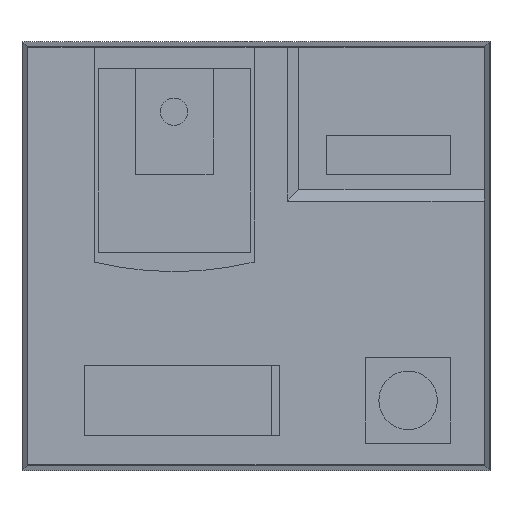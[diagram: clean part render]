
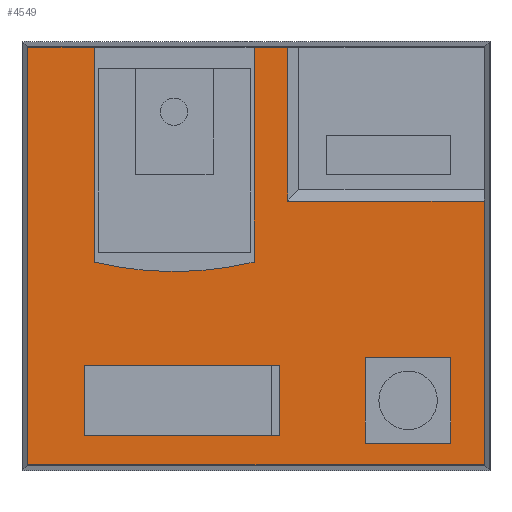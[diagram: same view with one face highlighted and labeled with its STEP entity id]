
A CAD part, front view. The second image highlights one B-rep face of the part: STEP entity #4549.
In plain terms, the highlighted planar face has unit normal (0, -1, 0).
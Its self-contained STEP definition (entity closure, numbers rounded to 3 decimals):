
#4174=CARTESIAN_POINT('POINT258',(1.524,-40.64,-7.112));
#4175=VERTEX_POINT('VERTEX258',#4174);
#4176=CARTESIAN_POINT('POINT259',(1.524,-40.64,-11.684));
#4177=VERTEX_POINT('VERTEX259',#4176);
#4178=CARTESIAN_POINT('POS474',(1.524,-40.64,-4.699));
#4179=DIRECTION('DIR625',(0.,0.,
   -1.));
#4180=VECTOR('VEC323',#4179,25.4);
#4181=LINE('STRAIGHT323',#4178,#4180);
#4182=EDGE_CURVE('EDGE378',#4175,#4177,#4181,.T.);
#4205=CARTESIAN_POINT('POINT260',(-11.176,-40.64,-7.112))
   ;
#4206=VERTEX_POINT('VERTEX260',#4205);
#4207=CARTESIAN_POINT('POS478',(-2.413,-40.64,
   -7.112));
#4208=DIRECTION('DIR630',(1.,0.,0.));
#4209=VECTOR('VEC326',#4208,25.4);
#4210=LINE('STRAIGHT326',#4207,#4209);
#4211=EDGE_CURVE('EDGE381',#4206,#4175,#4210,.T.);
#4233=CARTESIAN_POINT('POINT261',(-11.176,-40.64,-11.684)
   );
#4234=VERTEX_POINT('VERTEX261',#4233);
#4235=CARTESIAN_POINT('POS481',(-11.176,-40.64,-4.699));
#4236=DIRECTION('DIR634',(0.,0.,
   1.));
#4237=VECTOR('VEC328',#4236,25.4);
#4238=LINE('STRAIGHT328',#4235,#4237);
#4239=EDGE_CURVE('EDGE383',#4234,#4206,#4238,.T.);
#4257=CARTESIAN_POINT('POS484',(-2.413,-40.64,
   -11.684));
#4258=DIRECTION('DIR638',(-1.,0.,0.));
#4259=VECTOR('VEC330',#4258,25.4);
#4260=LINE('STRAIGHT330',#4257,#4259);
#4261=EDGE_CURVE('EDGE385',#4177,#4234,#4260,.T.);
#4274=CARTESIAN_POINT('POINT262',(2.056,-40.64,
   13.59));
#4275=VERTEX_POINT('VERTEX262',#4274);
#4282=CARTESIAN_POINT('POINT263',(2.056,-40.64,
   3.58));
#4283=VERTEX_POINT('VERTEX263',#4282);
#4284=CARTESIAN_POINT('POS487',(2.056,-40.64,
   4.572));
#4285=DIRECTION('DIR642',(0.,0.,
   1.));
#4286=VECTOR('VEC332',#4285,25.4);
#4287=LINE('STRAIGHT332',#4284,#4286);
#4288=EDGE_CURVE('EDGE387',#4283,#4275,#4287,.T.);
#4305=CARTESIAN_POINT('POINT264',(14.86,-40.64,
   3.58));
#4306=VERTEX_POINT('VERTEX264',#4305);
#4315=CARTESIAN_POINT('POS491',(7.62,-40.64,
   3.58));
#4316=DIRECTION('DIR647',(-1.,0.,
   0.));
#4317=VECTOR('VEC335',#4316,25.4);
#4318=LINE('STRAIGHT335',#4315,#4317);
#4319=EDGE_CURVE('EDGE390',#4306,#4283,#4318,.T.);
#4330=CARTESIAN_POINT('POINT265',(14.86,-40.64,
   -13.59));
#4331=VERTEX_POINT('VERTEX265',#4330);
#4332=CARTESIAN_POINT('POS493',(14.86,-40.64,
   -13.97));
#4333=DIRECTION('DIR650',(0.,0.,
   -1.));
#4334=VECTOR('VEC336',#4333,25.4);
#4335=LINE('STRAIGHT336',#4332,#4334);
#4336=EDGE_CURVE('EDGE391',#4306,#4331,#4335,.T.);
#4349=CARTESIAN_POINT('POINT266',(-14.86,-40.64,
   -13.59));
#4350=VERTEX_POINT('VERTEX266',#4349);
#4351=CARTESIAN_POINT('POS494',(-15.24,-40.64,
   -13.59));
#4352=DIRECTION('DIR651',(-1.,0.,0.));
#4353=VECTOR('VEC337',#4352,25.4);
#4354=LINE('STRAIGHT337',#4351,#4353);
#4355=EDGE_CURVE('EDGE394',#4331,#4350,#4354,.T.);
#4364=CARTESIAN_POINT('POINT267',(-14.86,-40.64,
   13.59));
#4365=VERTEX_POINT('VERTEX267',#4364);
#4366=CARTESIAN_POINT('POS495',(-14.86,-40.64,
   13.97));
#4367=DIRECTION('DIR652',(0.,0.,
   1.));
#4368=VECTOR('VEC338',#4367,25.4);
#4369=LINE('STRAIGHT338',#4366,#4368);
#4370=EDGE_CURVE('EDGE396',#4350,#4365,#4369,.T.);
#4377=CARTESIAN_POINT('POINT268',(-0.127,-40.64,
   13.59));
#4378=VERTEX_POINT('VERTEX268',#4377);
#4385=CARTESIAN_POINT('POS497',(15.24,-40.64,
   13.59));
#4386=DIRECTION('DIR654',(1.,0.,
   0.));
#4387=VECTOR('VEC340',#4386,25.4);
#4388=LINE('STRAIGHT340',#4385,#4387);
#4389=EDGE_CURVE('EDGE399',#4378,#4275,#4388,.T.);
#4396=CARTESIAN_POINT('POINT269',(-10.541,-40.64,
   13.59));
#4397=VERTEX_POINT('VERTEX269',#4396);
#4398=EDGE_CURVE('EDGE400',#4365,#4397,#4388,.T.);
#4411=CARTESIAN_POINT('POINT270',(-10.541,-40.64,
   -0.401));
#4412=VERTEX_POINT('VERTEX270',#4411);
#4413=CARTESIAN_POINT('POS499',(-10.541,-40.64,
   14.171));
#4414=DIRECTION('DIR656',(0.,0.,
   1.));
#4415=VECTOR('VEC342',#4414,25.4);
#4416=LINE('STRAIGHT342',#4413,#4415);
#4417=EDGE_CURVE('EDGE402',#4412,#4397,#4416,.T.);
#4434=CARTESIAN_POINT('POINT271',(-5.334,-40.64,
   -1.016));
#4435=VERTEX_POINT('VERTEX271',#4434);
#4444=CARTESIAN_POINT('POS503',(-5.334,-40.64,
   21.336));
#4445=DIRECTION('DIR661',(0.,1.,0.));
#4446=DIRECTION('DIR662',(0.,0.,-1.));
#4447=AXIS2_PLACEMENT_3D('AXIS159',#4444,#4445,#4446);
#4448=CIRCLE('ELLIPSE26',#4447,22.352);
#4449=EDGE_CURVE('EDGE405',#4435,#4412,#4448,.T.);
#4460=CARTESIAN_POINT('POINT272',(-0.127,-40.64,
   -0.401));
#4461=VERTEX_POINT('VERTEX272',#4460);
#4462=EDGE_CURVE('EDGE406',#4461,#4435,#4448,.T.);
#4477=CARTESIAN_POINT('POS506',(-0.127,-40.64,
   -0.201));
#4478=DIRECTION('DIR666',(0.,0.,
   -1.));
#4479=VECTOR('VEC346',#4478,25.4);
#4480=LINE('STRAIGHT346',#4477,#4479);
#4481=EDGE_CURVE('EDGE408',#4378,#4461,#4480,.T.);
#4491=ORIENTED_EDGE('COEDGE802',*,*,#4481,.T.);
#4492=ORIENTED_EDGE('COEDGE803',*,*,#4462,.T.);
#4493=ORIENTED_EDGE('COEDGE804',*,*,#4449,.T.);
#4494=ORIENTED_EDGE('COEDGE805',*,*,#4417,.T.);
#4495=ORIENTED_EDGE('COEDGE806',*,*,#4398,.F.);
#4496=ORIENTED_EDGE('COEDGE807',*,*,#4370,.F.);
#4497=ORIENTED_EDGE('COEDGE808',*,*,#4355,.F.);
#4498=ORIENTED_EDGE('COEDGE809',*,*,#4336,.F.);
#4499=ORIENTED_EDGE('COEDGE810',*,*,#4319,.T.);
#4500=ORIENTED_EDGE('COEDGE811',*,*,#4288,.T.);
#4501=ORIENTED_EDGE('COEDGE812',*,*,#4389,.F.);
#4502=EDGE_LOOP('NONE',(#4491,#4492,#4493,#4494,#4495,#4496,#4497,#4498,
   #4499,#4500,#4501));
#4503=FACE_BOUND('LOOP1',#4502,.T.);
#4504=CARTESIAN_POINT('POINT273',(12.7,-40.64,-12.192));
#4505=VERTEX_POINT('VERTEX273',#4504);
#4506=CARTESIAN_POINT('POINT274',(7.112,-40.64,-12.192));
#4507=VERTEX_POINT('VERTEX274',#4506);
#4508=CARTESIAN_POINT('POS508',(4.953,-40.64,
   -12.192));
#4509=DIRECTION('DIR669',(-1.,0.,0.));
#4510=VECTOR('VEC347',#4509,25.4);
#4511=LINE('STRAIGHT347',#4508,#4510);
#4512=EDGE_CURVE('EDGE409',#4505,#4507,#4511,.T.);
#4513=ORIENTED_EDGE('COEDGE813',*,*,#4512,.T.);
#4514=CARTESIAN_POINT('POINT275',(7.112,-40.64,-6.604));
#4515=VERTEX_POINT('VERTEX275',#4514);
#4516=CARTESIAN_POINT('POS509',(7.112,-40.64,-4.699));
#4517=DIRECTION('DIR670',(0.,0.,
   1.));
#4518=VECTOR('VEC348',#4517,25.4);
#4519=LINE('STRAIGHT348',#4516,#4518);
#4520=EDGE_CURVE('EDGE410',#4507,#4515,#4519,.T.);
#4521=ORIENTED_EDGE('COEDGE814',*,*,#4520,.T.);
#4522=CARTESIAN_POINT('POINT276',(12.7,-40.64,-6.604));
#4523=VERTEX_POINT('VERTEX276',#4522);
#4524=CARTESIAN_POINT('POS510',(4.953,-40.64,
   -6.604));
#4525=DIRECTION('DIR671',(1.,0.,0.));
#4526=VECTOR('VEC349',#4525,25.4);
#4527=LINE('STRAIGHT349',#4524,#4526);
#4528=EDGE_CURVE('EDGE411',#4515,#4523,#4527,.T.);
#4529=ORIENTED_EDGE('COEDGE815',*,*,#4528,.T.);
#4530=CARTESIAN_POINT('POS511',(12.7,-40.64,-4.699));
#4531=DIRECTION('DIR672',(0.,0.,
   -1.));
#4532=VECTOR('VEC350',#4531,25.4);
#4533=LINE('STRAIGHT350',#4530,#4532);
#4534=EDGE_CURVE('EDGE412',#4523,#4505,#4533,.T.);
#4535=ORIENTED_EDGE('COEDGE816',*,*,#4534,.T.);
#4536=EDGE_LOOP('NONE',(#4513,#4521,#4529,#4535));
#4537=FACE_BOUND('LOOP1',#4536,.T.);
#4538=ORIENTED_EDGE('COEDGE817',*,*,#4261,.T.);
#4539=ORIENTED_EDGE('COEDGE818',*,*,#4239,.T.);
#4540=ORIENTED_EDGE('COEDGE819',*,*,#4211,.T.);
#4541=ORIENTED_EDGE('COEDGE820',*,*,#4182,.T.);
#4542=EDGE_LOOP('NONE',(#4538,#4539,#4540,#4541));
#4543=FACE_BOUND('LOOP1',#4542,.T.);
#4544=CARTESIAN_POINT('POS512',(0.,-40.64,
   0.));
#4545=DIRECTION('DIR673',(0.,-1.,
   0.));
#4546=DIRECTION('DIR674',(1.,0.,
   0.));
#4547=AXIS2_PLACEMENT_3D('AXIS162',#4544,#4545,#4546);
#4548=PLANE('PLANE123',#4547);
#4549=ADVANCED_FACE('FACE157',(#4503,#4537,#4543),#4548,.T.);
